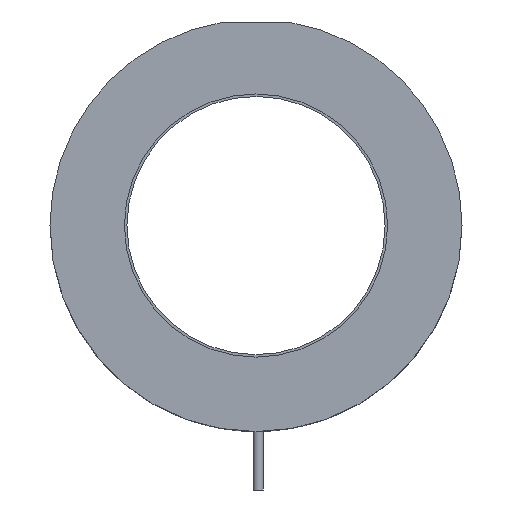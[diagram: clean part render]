
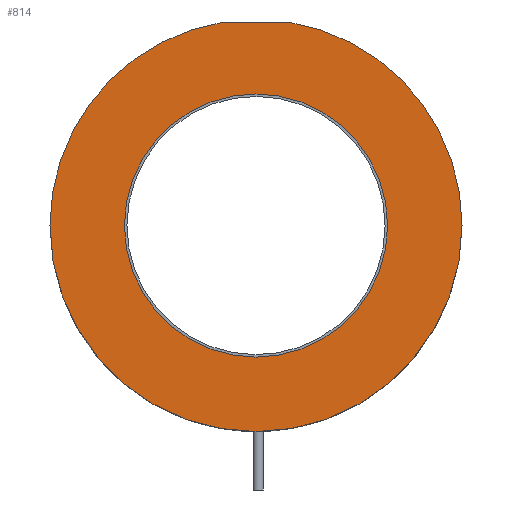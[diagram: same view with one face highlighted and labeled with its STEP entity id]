
A CAD part, front view. The second image highlights one B-rep face of the part: STEP entity #814.
In plain terms, the highlighted planar face has unit normal (0, -1, 0).
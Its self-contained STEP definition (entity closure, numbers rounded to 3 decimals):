
#22 = DIRECTION ( 'NONE',  ( 1., 0., 0. ) ) ;
#23 = DIRECTION ( 'NONE',  ( 0., 1., 0. ) ) ;
#24 = CARTESIAN_POINT ( 'NONE',  ( -1.201, 0., 1.375 ) ) ;
#58 = DIRECTION ( 'NONE',  ( 1., 0., 0. ) ) ;
#59 = DIRECTION ( 'NONE',  ( 0., 1., 0. ) ) ;
#60 = CARTESIAN_POINT ( 'NONE',  ( -1.201, 0., 1.375 ) ) ;
#140 = CARTESIAN_POINT ( 'NONE',  ( -1.201, 0., 42.375 ) ) ;
#146 = DIRECTION ( 'NONE',  ( -1., 0., 0. ) ) ;
#167 = DIRECTION ( 'NONE',  ( 1., 0., 0. ) ) ;
#168 = DIRECTION ( 'NONE',  ( 0., 1., 0. ) ) ;
#169 = CARTESIAN_POINT ( 'NONE',  ( -1.201, 0., 1.375 ) ) ;
#294 = DIRECTION ( 'NONE',  ( 1., 0., 0. ) ) ;
#296 = DIRECTION ( 'NONE',  ( 0., 1., 0. ) ) ;
#297 = CARTESIAN_POINT ( 'NONE',  ( -1.201, 0., 1.375 ) ) ;
#395 = DIRECTION ( 'NONE',  ( 1., 0., 0. ) ) ;
#396 = DIRECTION ( 'NONE',  ( 0., 1., 0. ) ) ;
#397 = CARTESIAN_POINT ( 'NONE',  ( -1.201, 0., 1.375 ) ) ;
#457 = ORIENTED_EDGE ( 'NONE', *, *, #1633, .F. ) ;
#474 = FACE_OUTER_BOUND ( 'NONE', #878, .T. ) ;
#493 = FACE_BOUND ( 'NONE', #682, .T. ) ;
#500 = VERTEX_POINT ( 'NONE', #1381 ) ;
#508 = VERTEX_POINT ( 'NONE', #1367 ) ;
#555 = ORIENTED_EDGE ( 'NONE', *, *, #1618, .F. ) ;
#570 = VERTEX_POINT ( 'NONE', #1341 ) ;
#582 = ORIENTED_EDGE ( 'NONE', *, *, #1575, .T. ) ;
#649 = VERTEX_POINT ( 'NONE', #1176 ) ;
#682 = EDGE_LOOP ( 'NONE', ( #582, #859 ) ) ;
#684 = VERTEX_POINT ( 'NONE', #1160 ) ;
#745 = VERTEX_POINT ( 'NONE', #1090 ) ;
#814 = ADVANCED_FACE ( 'NONE', ( #493, #474 ), #1036, .F. ) ;
#859 = ORIENTED_EDGE ( 'NONE', *, *, #1570, .T. ) ;
#878 = EDGE_LOOP ( 'NONE', ( #555, #901, #890, #457 ) ) ;
#890 = ORIENTED_EDGE ( 'NONE', *, *, #1598, .F. ) ;
#901 = ORIENTED_EDGE ( 'NONE', *, *, #1559, .T. ) ;
#908 = AXIS2_PLACEMENT_3D ( 'NONE', #1029, #1028, #1027 ) ;
#916 = AXIS2_PLACEMENT_3D ( 'NONE', #397, #396, #395 ) ;
#949 = AXIS2_PLACEMENT_3D ( 'NONE', #60, #59, #58 ) ;
#957 = AXIS2_PLACEMENT_3D ( 'NONE', #297, #296, #294 ) ;
#958 = AXIS2_PLACEMENT_3D ( 'NONE', #24, #23, #22 ) ;
#962 = AXIS2_PLACEMENT_3D ( 'NONE', #169, #168, #167 ) ;
#1027 = DIRECTION ( 'NONE',  ( 1., 0., 0. ) ) ;
#1028 = DIRECTION ( 'NONE',  ( 0., 1., 0. ) ) ;
#1029 = CARTESIAN_POINT ( 'NONE',  ( -1.201, 0., 1.375 ) ) ;
#1036 = PLANE ( 'NONE',  #908 ) ;
#1090 = CARTESIAN_POINT ( 'NONE',  ( -42.701, 0., 1.375 ) ) ;
#1160 = CARTESIAN_POINT ( 'NONE',  ( 40.299, 0., 1.375 ) ) ;
#1176 = CARTESIAN_POINT ( 'NONE',  ( -27.701, 0., 1.375 ) ) ;
#1341 = CARTESIAN_POINT ( 'NONE',  ( -7.624, 0., 42.375 ) ) ;
#1367 = CARTESIAN_POINT ( 'NONE',  ( 5.222, 0., 42.375 ) ) ;
#1381 = CARTESIAN_POINT ( 'NONE',  ( 25.299, 0., 1.375 ) ) ;
#1559 = EDGE_CURVE ( 'NONE', #508, #570, #1755, .T. ) ;
#1570 = EDGE_CURVE ( 'NONE', #649, #500, #1731, .T. ) ;
#1575 = EDGE_CURVE ( 'NONE', #500, #649, #1727, .T. ) ;
#1598 = EDGE_CURVE ( 'NONE', #745, #570, #1691, .T. ) ;
#1618 = EDGE_CURVE ( 'NONE', #508, #684, #1664, .T. ) ;
#1633 = EDGE_CURVE ( 'NONE', #684, #745, #1646, .T. ) ;
#1646 = CIRCLE ( 'NONE', #962, 41.5 ) ;
#1664 = CIRCLE ( 'NONE', #957, 41.5 ) ;
#1691 = CIRCLE ( 'NONE', #916, 41.5 ) ;
#1727 = CIRCLE ( 'NONE', #958, 26.5 ) ;
#1731 = CIRCLE ( 'NONE', #949, 26.5 ) ;
#1743 = VECTOR ( 'NONE', #146, 1000. ) ;
#1755 = LINE ( 'NONE', #140, #1743 ) ;
